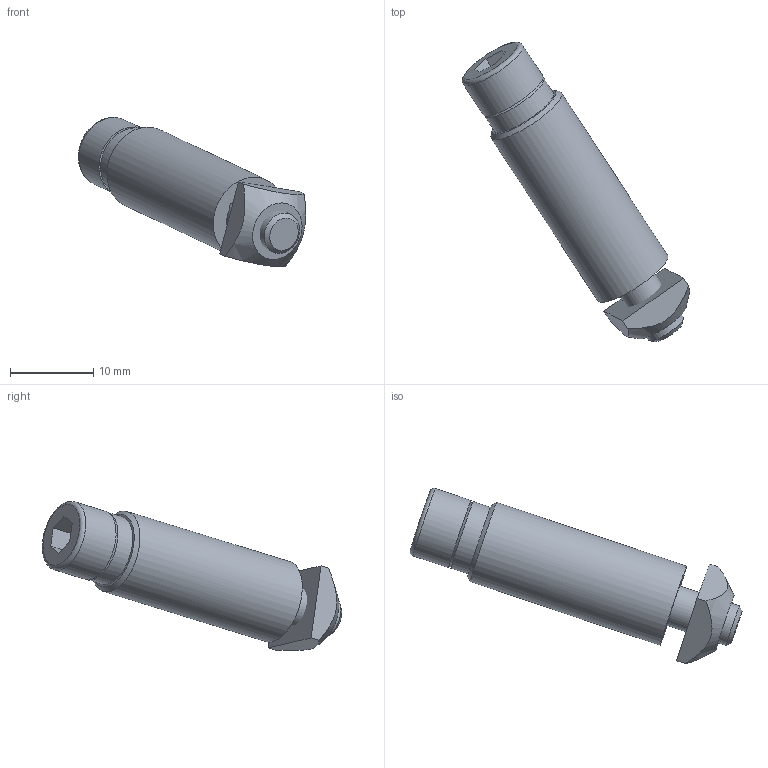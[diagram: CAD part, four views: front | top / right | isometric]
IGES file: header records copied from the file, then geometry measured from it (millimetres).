
Global section: file name: 340630; native system: Autodesk Inventor 2018; preprocessor: unknown; author: Spacek; date: 20191116.074642; units: millimetre
Bounding box: 27.22 x 35.86 x 17.86 mm (x, y, z)
Volume: 2387.5 mm3; surface area: 2571.4 mm2
Topology: 3 solids, 3 shells, 43 faces, 117 edges, 82 vertices
Faces by surface type: bspline 43
